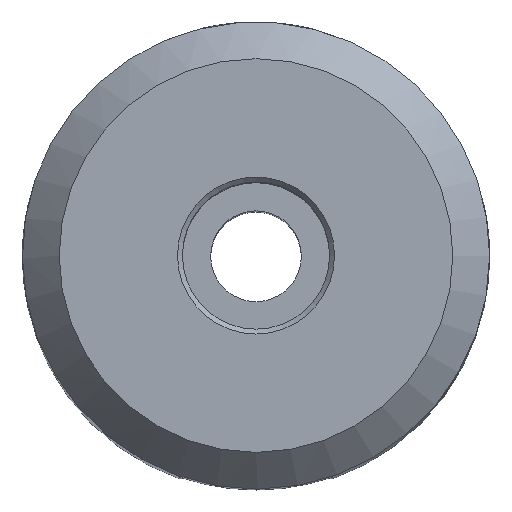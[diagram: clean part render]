
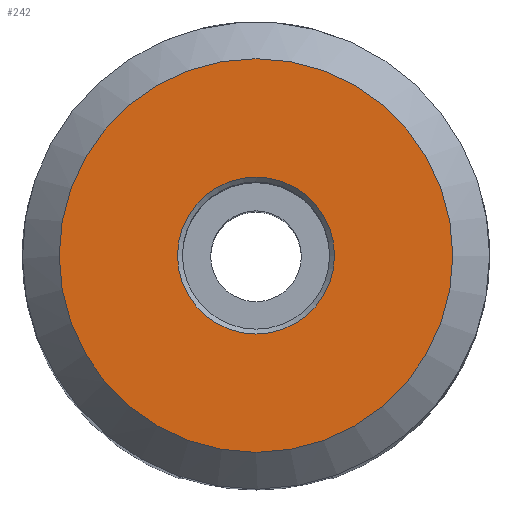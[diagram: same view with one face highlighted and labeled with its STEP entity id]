
A CAD part, top view. The second image highlights one B-rep face of the part: STEP entity #242.
In plain terms, the highlighted planar face has unit normal (0, 0, 1).
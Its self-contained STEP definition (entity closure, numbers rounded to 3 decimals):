
#25 = CARTESIAN_POINT ( 'NONE',  ( 3.2, 0., 60. ) ) ;
#26 = CARTESIAN_POINT ( 'NONE',  ( 0., 0., 60. ) ) ;
#34 = EDGE_LOOP ( 'NONE', ( #430 ) ) ;
#103 = FACE_OUTER_BOUND ( 'NONE', #34, .T. ) ;
#105 = AXIS2_PLACEMENT_3D ( 'NONE', #26, #366, #194 ) ;
#183 = DIRECTION ( 'NONE',  ( 1., 0., 0. ) ) ;
#194 = DIRECTION ( 'NONE',  ( 1., 0., 0. ) ) ;
#242 = ADVANCED_FACE ( 'NONE', ( #962, #103 ), #887, .T. ) ;
#280 = CARTESIAN_POINT ( 'NONE',  ( 0., 0., 60. ) ) ;
#282 = ORIENTED_EDGE ( 'NONE', *, *, #1005, .T. ) ;
#338 = CIRCLE ( 'NONE', #571, 3.2 ) ;
#366 = DIRECTION ( 'NONE',  ( 0., 0., 1. ) ) ;
#430 = ORIENTED_EDGE ( 'NONE', *, *, #1087, .T. ) ;
#527 = VERTEX_POINT ( 'NONE', #871 ) ;
#531 = DIRECTION ( 'NONE',  ( 1., 0., 0. ) ) ;
#568 = AXIS2_PLACEMENT_3D ( 'NONE', #280, #627, #183 ) ;
#571 = AXIS2_PLACEMENT_3D ( 'NONE', #736, #1085, #531 ) ;
#619 = VERTEX_POINT ( 'NONE', #25 ) ;
#627 = DIRECTION ( 'NONE',  ( 0., 0., 1. ) ) ;
#736 = CARTESIAN_POINT ( 'NONE',  ( 0., 0., 60. ) ) ;
#871 = CARTESIAN_POINT ( 'NONE',  ( 8.025, 0., 60. ) ) ;
#887 = PLANE ( 'NONE',  #105 ) ;
#911 = CIRCLE ( 'NONE', #568, 8.025 ) ;
#962 = FACE_BOUND ( 'NONE', #1057, .T. ) ;
#1005 = EDGE_CURVE ( 'NONE', #619, #619, #338, .T. ) ;
#1057 = EDGE_LOOP ( 'NONE', ( #282 ) ) ;
#1085 = DIRECTION ( 'NONE',  ( 0., 0., -1. ) ) ;
#1087 = EDGE_CURVE ( 'NONE', #527, #527, #911, .T. ) ;
